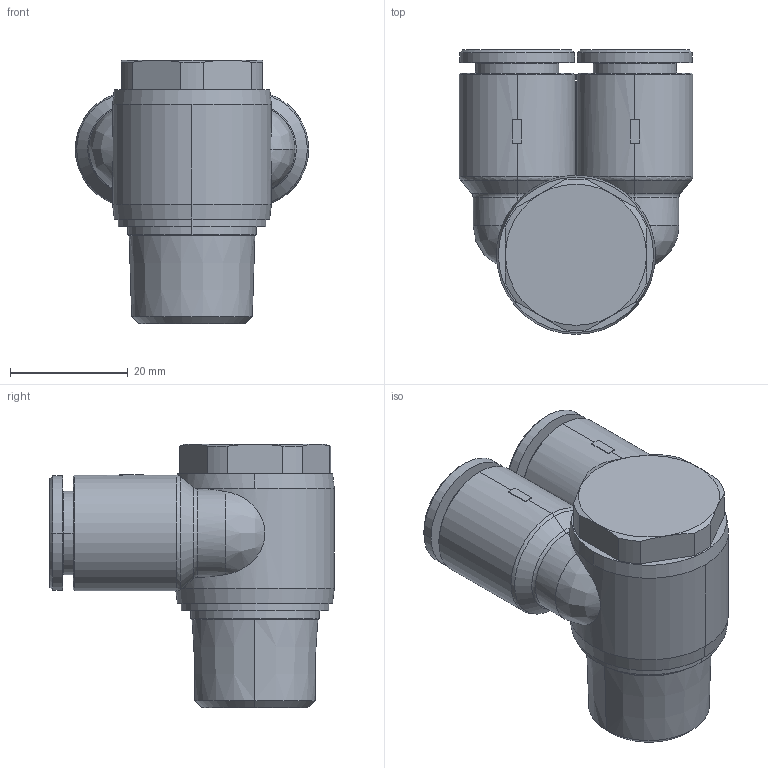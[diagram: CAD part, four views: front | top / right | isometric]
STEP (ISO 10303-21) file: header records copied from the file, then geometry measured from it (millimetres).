
FILE_DESCRIPTION (( 'STEP AP214' ), '1' );
FILE_NAME ('PA12-04.stp', '2015-08-27T12:51:35', ( '' ), ( '' ), 'SwSTEP 2.0', 'SolidWorks 2015', '' );
FILE_SCHEMA (( 'AUTOMOTIVE_DESIGN' ));
Length unit declared in the file: millimetre
Products named in the file (2): PA12-04; ｦ+ﾃｦ1
Assembly tree (1 placements, depth 2):
  PA12-04
    ｦ+ﾃｦ1
Bounding box: 39.7 x 48.4 x 44.8 mm (x, y, z)
Volume: 25403.3 mm3; surface area: 11562.3 mm2
Topology: 1 solids, 1 shells, 804 faces, 2272 edges, 1499 vertices
Faces by surface type: plane 697, cone 42, cylinder 40, bspline 19, torus 6
Entity records: 27124 total; most frequent: CARTESIAN_POINT 5191, ORIENTED_EDGE 4540, DIRECTION 3935, EDGE_CURVE 2270, LINE 2049, VECTOR 2049, VERTEX_POINT 1499, AXIS2_PLACEMENT_3D 943
